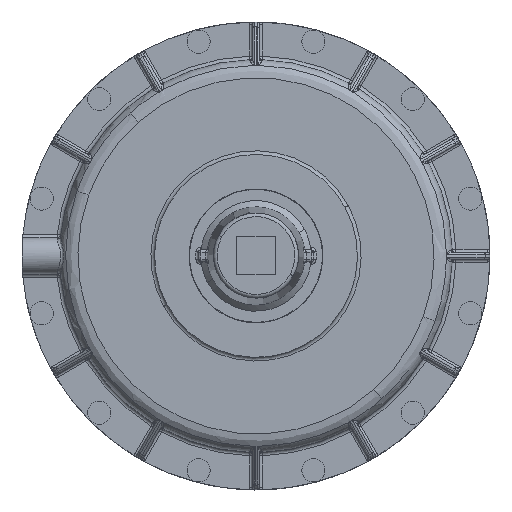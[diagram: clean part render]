
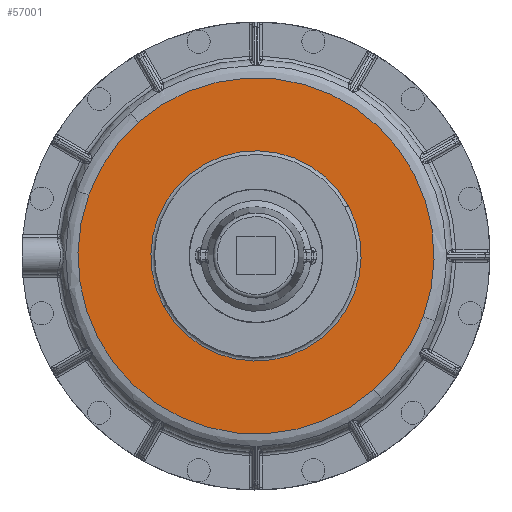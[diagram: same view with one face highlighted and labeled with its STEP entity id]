
A CAD part, top view. The second image highlights one B-rep face of the part: STEP entity #57001.
In plain terms, the highlighted planar face has unit normal (0, 0, 1).
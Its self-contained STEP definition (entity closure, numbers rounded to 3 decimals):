
#241=CARTESIAN_POINT('Vertex',(-96.79,109.972,219.)) ;
#244=CARTESIAN_POINT('Axis2P3D Location',(0.,0.,219.)) ;
#248=CARTESIAN_POINT('Vertex',(137.665,-50.106,219.)) ;
#297=CARTESIAN_POINT('Axis2P3D Location',(0.,0.,219.)) ;
#301=CARTESIAN_POINT('Vertex',(96.79,-109.972,219.)) ;
#54006=CARTESIAN_POINT('Vertex',(-75.911,-41.47,219.)) ;
#54022=CARTESIAN_POINT('Vertex',(75.911,41.47,219.)) ;
#54025=CARTESIAN_POINT('Axis2P3D Location',(0.,0.,219.)) ;
#54047=CARTESIAN_POINT('Axis2P3D Location',(0.,0.,219.)) ;
#56974=CARTESIAN_POINT('Axis2P3D Location',(86.5,0.,219.)) ;
#56979=CARTESIAN_POINT('Axis2P3D Location',(0.,0.,219.)) ;
#56983=CARTESIAN_POINT('Vertex',(-137.665,50.106,219.)) ;
#56986=CARTESIAN_POINT('Axis2P3D Location',(0.,0.,219.)) ;
#245=DIRECTION('Axis2P3D Direction',(0.,0.,-1.)) ;
#298=DIRECTION('Axis2P3D Direction',(0.,0.,-1.)) ;
#54026=DIRECTION('Axis2P3D Direction',(0.,0.,1.)) ;
#54048=DIRECTION('Axis2P3D Direction',(0.,0.,1.)) ;
#56975=DIRECTION('Axis2P3D Direction',(0.,0.,1.)) ;
#56976=DIRECTION('Axis2P3D XDirection',(1.,0.,0.)) ;
#56980=DIRECTION('Axis2P3D Direction',(0.,0.,1.)) ;
#56987=DIRECTION('Axis2P3D Direction',(0.,0.,1.)) ;
#246=AXIS2_PLACEMENT_3D('Circle Axis2P3D',#244,#245,$) ;
#299=AXIS2_PLACEMENT_3D('Circle Axis2P3D',#297,#298,$) ;
#54027=AXIS2_PLACEMENT_3D('Circle Axis2P3D',#54025,#54026,$) ;
#54049=AXIS2_PLACEMENT_3D('Circle Axis2P3D',#54047,#54048,$) ;
#56977=AXIS2_PLACEMENT_3D('Plane Axis2P3D',#56974,#56975,#56976) ;
#56981=AXIS2_PLACEMENT_3D('Circle Axis2P3D',#56979,#56980,$) ;
#56988=AXIS2_PLACEMENT_3D('Circle Axis2P3D',#56986,#56987,$) ;
#56992=ORIENTED_EDGE('',*,*,#56985,.F.) ;
#56993=ORIENTED_EDGE('',*,*,#56990,.F.) ;
#56994=ORIENTED_EDGE('',*,*,#303,.F.) ;
#56995=ORIENTED_EDGE('',*,*,#250,.F.) ;
#56998=ORIENTED_EDGE('',*,*,#54051,.F.) ;
#56999=ORIENTED_EDGE('',*,*,#54029,.F.) ;
#57000=FACE_BOUND('',#56997,.T.) ;
#57001=ADVANCED_FACE('Brep With Voids',(#56996,#57000),#56978,.T.) ;
#247=CIRCLE('generated circle',#246,146.5) ;
#300=CIRCLE('generated circle',#299,146.5) ;
#54028=CIRCLE('generated circle',#54027,86.5) ;
#54050=CIRCLE('generated circle',#54049,86.5) ;
#56982=CIRCLE('generated circle',#56981,146.5) ;
#56989=CIRCLE('generated circle',#56988,146.5) ;
#250=EDGE_CURVE('',#242,#249,#247,.T.) ;
#303=EDGE_CURVE('',#249,#302,#300,.T.) ;
#54029=EDGE_CURVE('',#54023,#54007,#54028,.T.) ;
#54051=EDGE_CURVE('',#54007,#54023,#54050,.T.) ;
#56985=EDGE_CURVE('',#56984,#242,#56982,.F.) ;
#56990=EDGE_CURVE('',#302,#56984,#56989,.F.) ;
#56991=EDGE_LOOP('',(#56992,#56993,#56994,#56995)) ;
#56997=EDGE_LOOP('',(#56998,#56999)) ;
#56996=FACE_OUTER_BOUND('',#56991,.T.) ;
#56978=PLANE('',#56977) ;
#242=VERTEX_POINT('',#241) ;
#249=VERTEX_POINT('',#248) ;
#302=VERTEX_POINT('',#301) ;
#54007=VERTEX_POINT('',#54006) ;
#54023=VERTEX_POINT('',#54022) ;
#56984=VERTEX_POINT('',#56983) ;
